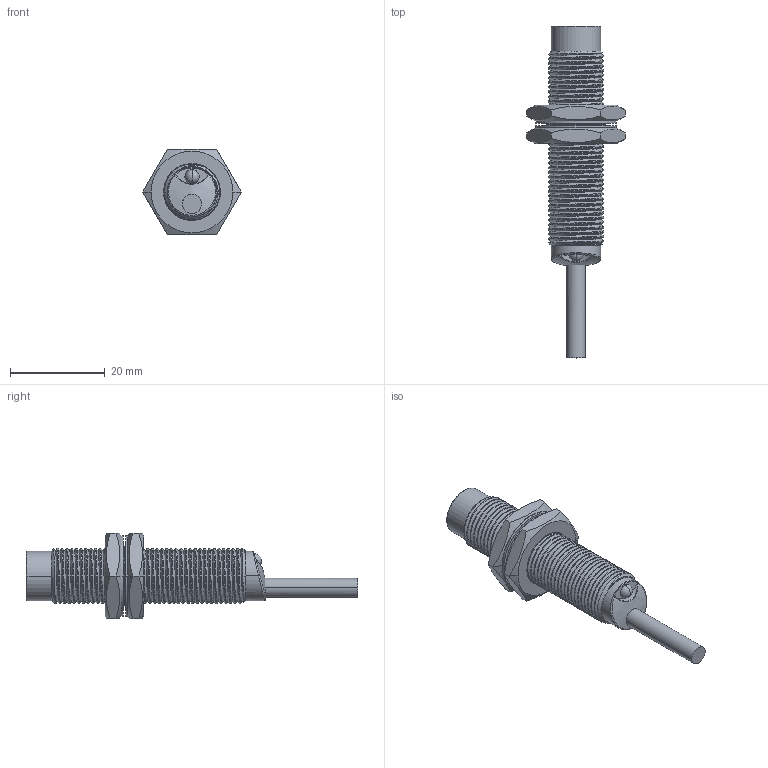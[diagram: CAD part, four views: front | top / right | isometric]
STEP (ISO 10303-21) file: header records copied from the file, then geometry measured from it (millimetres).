
FILE_DESCRIPTION((''),'2;1');
FILE_NAME('SM1208N_ASM','2022-02-17T17:18:33',('Administrator'),(''),'CREO PARAMETRIC BY PTC INC, 2021023','CREO PARAMETRIC BY PTC INC, 2021023','');
FILE_SCHEMA(('AUTOMOTIVE_DESIGN { 1 0 10303 214 1 1 1 1 }'));
Length unit declared in the file: millimetre
Products named in the file (4): SM1208N; M12X1-08N00; M12-08N0001; SM1208N_ASM
Assembly tree (5 placements, depth 2):
  SM1208N_ASM
    SM1208N
    M12X1-08N00  x2
    M12-08N0001  x2
Bounding box: 20.78 x 70 x 18 mm (x, y, z)
Volume: 6353.3 mm3; surface area: 5533.9 mm2
Topology: 5 solids, 5 shells, 750 faces, 2192 edges, 1441 vertices
Faces by surface type: plane 474, cylinder 193, cone 40, bspline 39, sphere 2, torus 2
Entity records: 29343 total; most frequent: CARTESIAN_POINT 17909, ORIENTED_EDGE 2552, DIRECTION 1941, EDGE_CURVE 1276, VERTEX_POINT 838, VECTOR 815, LINE 815, AXIS2_PLACEMENT_3D 563
